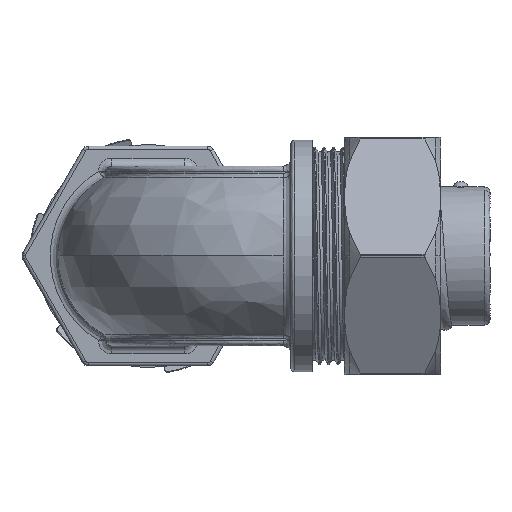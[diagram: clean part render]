
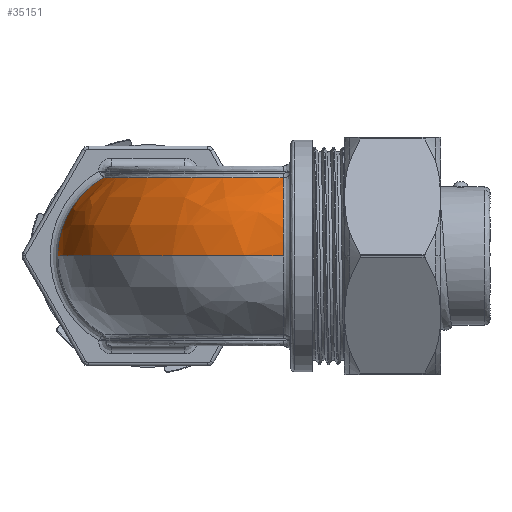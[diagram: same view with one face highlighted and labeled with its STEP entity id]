
A CAD part, left-side view. The second image highlights one B-rep face of the part: STEP entity #35151.
In plain terms, the highlighted free-form (B-spline) face has degree [3, 3] with [4, 4] control points.
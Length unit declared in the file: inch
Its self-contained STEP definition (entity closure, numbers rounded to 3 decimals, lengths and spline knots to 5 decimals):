
#279 = CARTESIAN_POINT ( 'NONE',  ( -0.47205, 0.17155, 0.2428 ) ) ;
#1192 = CIRCLE ( 'NONE', #42845, 1.3755 ) ;
#1272 = CARTESIAN_POINT ( 'NONE',  ( 0.79827, 1.35506, 0.36621 ) ) ;
#1440 = CARTESIAN_POINT ( 'NONE',  ( 0.79854, 1.48793, 0.11834 ) ) ;
#3337 = EDGE_CURVE ( 'NONE', #18856, #39028, #30945, .T. ) ;
#3357 = B_SPLINE_CURVE_WITH_KNOTS ( 'NONE', 3,
 ( #54975, #3934, #16947, #46768, #21556, #51393, #25879, #279, #30137, #4581, #34419, #8833, #38736, #13111, #43004, #17419, #47275, #21730, #51569 ),
 .UNSPECIFIED., .F., .F.,
 ( 4, 2, 2, 2, 1, 1, 1, 2, 2, 2, 4 ),
 ( 0.49952, 0.62464, 0.6872, 0.71848, 0.73412, 0.74194, 0.74585, 0.74781, 0.74976, 0.87488, 1. ),
 .UNSPECIFIED. ) ;
#3466 = CARTESIAN_POINT ( 'NONE',  ( -0.24645, 0.77569, 0.46259 ) ) ;
#3659 = CARTESIAN_POINT ( 'NONE',  ( -0.5311, 0.15903, 0. ) ) ;
#3934 = CARTESIAN_POINT ( 'NONE',  ( -0.53075, 0.17145, 0.04828 ) ) ;
#4089 = CARTESIAN_POINT ( 'NONE',  ( 0.79855, 1.50075, 0. ) ) ;
#4392 = DIRECTION ( 'NONE',  ( 0., 0., -1. ) ) ;
#4581 = CARTESIAN_POINT ( 'NONE',  ( -0.46331, 0.17157, 0.25906 ) ) ;
#5546 = CARTESIAN_POINT ( 'NONE',  ( 0.79835, 1.39388, 0.3198 ) ) ;
#5740 = CARTESIAN_POINT ( 'NONE',  ( 0.79855, 1.4991, 0.0481 ) ) ;
#6647 = ORIENTED_EDGE ( 'NONE', *, *, #46240, .T. ) ;
#7741 = CARTESIAN_POINT ( 'NONE',  ( 0.81334, 1.40223, 0.36591 ) ) ;
#8833 = CARTESIAN_POINT ( 'NONE',  ( -0.45981, 0.17158, 0.26521 ) ) ;
#9827 = CARTESIAN_POINT ( 'NONE',  ( 0.79839, 1.41171, 0.29446 ) ) ;
#10014 = CARTESIAN_POINT ( 'NONE',  ( 0.79855, 1.50075, 0. ) ) ;
#12023 = CARTESIAN_POINT ( 'NONE',  ( -0.41495, 0.87609, 0.36591 ) ) ;
#13111 = CARTESIAN_POINT ( 'NONE',  ( -0.45879, 0.17158, 0.26697 ) ) ;
#13933 = CARTESIAN_POINT ( 'NONE',  ( 0.79796, 1.23078, 0.46259 ) ) ;
#14099 = CARTESIAN_POINT ( 'NONE',  ( 0.79841, 1.42268, 0.27725 ) ) ;
#14273 = CARTESIAN_POINT ( 'NONE',  ( 0.844, 0.126, 0. ) ) ;
#15803 = ORIENTED_EDGE ( 'NONE', *, *, #34292, .T. ) ;
#16337 = CARTESIAN_POINT ( 'NONE',  ( 0.81097, 1.5011, 0.19632 ) ) ;
#16808 = FACE_OUTER_BOUND ( 'NONE', #37259, .T. ) ;
#16947 = CARTESIAN_POINT ( 'NONE',  ( -0.52413, 0.17145, 0.09577 ) ) ;
#17419 = CARTESIAN_POINT ( 'NONE',  ( -0.40194, 0.17169, 0.34993 ) ) ;
#18421 = CARTESIAN_POINT ( 'NONE',  ( 0.79842, 1.42674, 0.27046 ) ) ;
#18588 = DIRECTION ( 'NONE',  ( 1., 0., 0. ) ) ;
#18856 = VERTEX_POINT ( 'NONE', #31119 ) ;
#19153 = CARTESIAN_POINT ( 'NONE',  ( -0.53075, 0.17145, 0. ) ) ;
#19811 = VERTEX_POINT ( 'NONE', #19153 ) ;
#20618 = CARTESIAN_POINT ( 'NONE',  ( -0.51248, 0.9342, 0.19632 ) ) ;
#21099 = ORIENTED_EDGE ( 'NONE', *, *, #3337, .T. ) ;
#21556 = CARTESIAN_POINT ( 'NONE',  ( -0.4979, 0.1715, 0.18533 ) ) ;
#21730 = CARTESIAN_POINT ( 'NONE',  ( -0.29805, 0.17193, 0.44152 ) ) ;
#22703 = CARTESIAN_POINT ( 'NONE',  ( 0.79842, 1.42799, 0.26834 ) ) ;
#24919 = CARTESIAN_POINT ( 'NONE',  ( 0.81097, 1.5011, 0. ) ) ;
#25879 = CARTESIAN_POINT ( 'NONE',  ( -0.4797, 0.17154, 0.22751 ) ) ;
#26865 = CARTESIAN_POINT ( 'NONE',  ( 0.79816, 1.30454, 0.41493 ) ) ;
#26940 =( BOUNDED_SURFACE ( )  B_SPLINE_SURFACE ( 3, 3, ( 
 ( #33147, #29040, #3466, #33332 ),
 ( #7741, #37623, #12023, #41903 ),
 ( #16337, #46148, #20618, #50481 ),
 ( #24919, #54721, #29229, #3659 ) ),
 .UNSPECIFIED., .F., .F., .F. ) 
 B_SPLINE_SURFACE_WITH_KNOTS ( ( 4, 4 ),
 ( 4, 4 ),
 ( 0., 1. ),
 ( 0., 1. ),
 .UNSPECIFIED. ) 
 GEOMETRIC_REPRESENTATION_ITEM ( )  RATIONAL_B_SPLINE_SURFACE ( (
 ( 1., 0.816, 0.816, 1.),
 ( 0.909, 0.742, 0.742, 0.909),
 ( 0.909, 0.742, 0.742, 0.909),
 ( 1., 0.816, 0.816, 1.) ) ) 
 REPRESENTATION_ITEM ( '' )  SURFACE ( )  );
#27042 = CARTESIAN_POINT ( 'NONE',  ( 0.7985, 1.46932, 0.18598 ) ) ;
#29040 = CARTESIAN_POINT ( 'NONE',  ( 0.19431, 1.21645, 0.46259 ) ) ;
#29229 = CARTESIAN_POINT ( 'NONE',  ( -0.51248, 0.9342, 0. ) ) ;
#29943 = CARTESIAN_POINT ( 'NONE',  ( 0.844, 0.126, 0.46259 ) ) ;
#30137 = CARTESIAN_POINT ( 'NONE',  ( -0.46811, 0.17156, 0.25037 ) ) ;
#30789 = AXIS2_PLACEMENT_3D ( 'NONE', #29943, #4392, #34210 ) ;
#30945 = CIRCLE ( 'NONE', #30789, 1.10573 ) ;
#31119 = CARTESIAN_POINT ( 'NONE',  ( -0.26078, 0.17204, 0.46259 ) ) ;
#31130 = CARTESIAN_POINT ( 'NONE',  ( 0.79831, 1.37119, 0.34851 ) ) ;
#31308 = CARTESIAN_POINT ( 'NONE',  ( 0.79854, 1.49269, 0.0952 ) ) ;
#31534 = CARTESIAN_POINT ( 'NONE',  ( 0.79796, 1.23078, 0.46259 ) ) ;
#33147 = CARTESIAN_POINT ( 'NONE',  ( 0.81744, 1.23142, 0.46259 ) ) ;
#33332 = CARTESIAN_POINT ( 'NONE',  ( -0.26142, 0.15256, 0.46259 ) ) ;
#34210 = DIRECTION ( 'NONE',  ( 1., 0., 0. ) ) ;
#34292 = EDGE_CURVE ( 'NONE', #43787, #19811, #1192, .T. ) ;
#34419 = CARTESIAN_POINT ( 'NONE',  ( -0.46087, 0.17157, 0.26337 ) ) ;
#34899 = B_SPLINE_CURVE_WITH_KNOTS ( 'NONE', 3,
 ( #13933, #39521, #26865, #1272, #31130, #5546, #35411, #9827, #39703, #14099, #44011, #18421, #48282, #22703, #52560, #27042, #1440, #31308, #5740, #35589, #10014 ),
 .UNSPECIFIED., .F., .F.,
 ( 4, 2, 2, 2, 1, 1, 1, 2, 2, 2, 2, 4 ),
 ( 0., 0.12488, 0.18732, 0.21854, 0.23415, 0.24196, 0.24586, 0.24781, 0.24976, 0.37464, 0.43708, 0.49952 ),
 .UNSPECIFIED. ) ;
#35151 = ADVANCED_FACE ( 'NONE', ( #16808 ), #26940, .T. ) ;
#35411 = CARTESIAN_POINT ( 'NONE',  ( 0.79837, 1.40119, 0.30987 ) ) ;
#35589 = CARTESIAN_POINT ( 'NONE',  ( 0.79855, 1.50075, 0.0241 ) ) ;
#37259 = EDGE_LOOP ( 'NONE', ( #47007, #15803, #6647, #21099 ) ) ;
#37623 = CARTESIAN_POINT ( 'NONE',  ( 0.09391, 1.38495, 0.36591 ) ) ;
#38736 = CARTESIAN_POINT ( 'NONE',  ( -0.4591, 0.17158, 0.26643 ) ) ;
#39028 = VERTEX_POINT ( 'NONE', #31534 ) ;
#39521 = CARTESIAN_POINT ( 'NONE',  ( 0.79807, 1.26804, 0.44152 ) ) ;
#39703 = CARTESIAN_POINT ( 'NONE',  ( 0.7984, 1.41687, 0.28662 ) ) ;
#41903 = CARTESIAN_POINT ( 'NONE',  ( -0.43223, 0.15666, 0.36591 ) ) ;
#42845 = AXIS2_PLACEMENT_3D ( 'NONE', #14273, #44161, #18588 ) ;
#43004 = CARTESIAN_POINT ( 'NONE',  ( -0.4328, 0.17163, 0.31153 ) ) ;
#43787 = VERTEX_POINT ( 'NONE', #4089 ) ;
#44011 = CARTESIAN_POINT ( 'NONE',  ( 0.79841, 1.42553, 0.27251 ) ) ;
#44161 = DIRECTION ( 'NONE',  ( 0., 0., 1. ) ) ;
#46148 = CARTESIAN_POINT ( 'NONE',  ( 0.0358, 1.48248, 0.19632 ) ) ;
#46240 = EDGE_CURVE ( 'NONE', #19811, #18856, #3357, .T. ) ;
#46768 = CARTESIAN_POINT ( 'NONE',  ( -0.50554, 0.17149, 0.16338 ) ) ;
#47007 = ORIENTED_EDGE ( 'NONE', *, *, #51057, .T. ) ;
#47275 = CARTESIAN_POINT ( 'NONE',  ( -0.33456, 0.17184, 0.41491 ) ) ;
#48282 = CARTESIAN_POINT ( 'NONE',  ( 0.79842, 1.42755, 0.2691 ) ) ;
#50481 = CARTESIAN_POINT ( 'NONE',  ( -0.5311, 0.15903, 0.19632 ) ) ;
#51057 = EDGE_CURVE ( 'NONE', #39028, #43787, #34899, .T. ) ;
#51393 = CARTESIAN_POINT ( 'NONE',  ( -0.48449, 0.17153, 0.2171 ) ) ;
#51569 = CARTESIAN_POINT ( 'NONE',  ( -0.26078, 0.17204, 0.46259 ) ) ;
#52560 = CARTESIAN_POINT ( 'NONE',  ( 0.79846, 1.45115, 0.22866 ) ) ;
#54721 = CARTESIAN_POINT ( 'NONE',  ( 0.0358, 1.48248, 0. ) ) ;
#54975 = CARTESIAN_POINT ( 'NONE',  ( -0.53075, 0.17145, 0. ) ) ;
